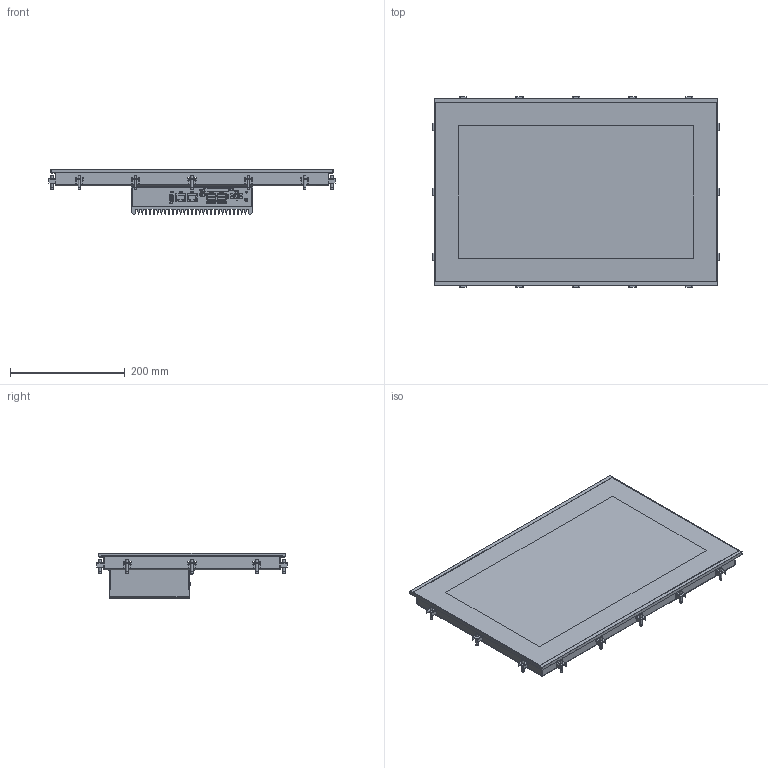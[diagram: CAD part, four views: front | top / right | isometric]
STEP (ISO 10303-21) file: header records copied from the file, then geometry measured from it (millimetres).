
FILE_DESCRIPTION(/* description */ (''),/* implementation_level */ '2;1');
FILE_NAME(/* name */ 'OT1318WM.stp',/* time_stamp */ '2021-03-10T13:20:57+01:00',/* author */ ('lule'),/* organization */ ('2020 Bachmann electronic GmbH'),/* preprocessor_version */ 'ST-DEVELOPER v18.1',/* originating_system */ 'Autodesk Inventor 2021',/* authorisation */ '-');
FILE_SCHEMA (('AUTOMOTIVE_DESIGN { 1 0 10303 214 3 1 1 }'));
Products named in the file (2): Baugruppe1; Bauteil1
Assembly tree (1 placements, depth 2):
  Baugruppe1
    Bauteil1
Bounding box: 498.2 x 331.2 x 80 mm (x, y, z)
Volume: 1274009.7 mm3; surface area: 1044813.2 mm2
Topology: 25 solids, 25 shells, 2289 faces, 6073 edges, 3987 vertices
Faces by surface type: plane 1648, bspline 344, cylinder 232, cone 59, torus 5, sphere 1
Full cylindrical faces by diameter (mm): 1 x4, 2.1 x3, 2.5 x2, 2.75 x1, 3 x5, 4 x32, 4.2 x16, 5.4 x1
Entity records: 74575 total; most frequent: CARTESIAN_POINT 16905, ORIENTED_EDGE 12146, DIRECTION 9812, EDGE_CURVE 6073, LINE 4822, VECTOR 4822, VERTEX_POINT 3987, EDGE_LOOP 2572
